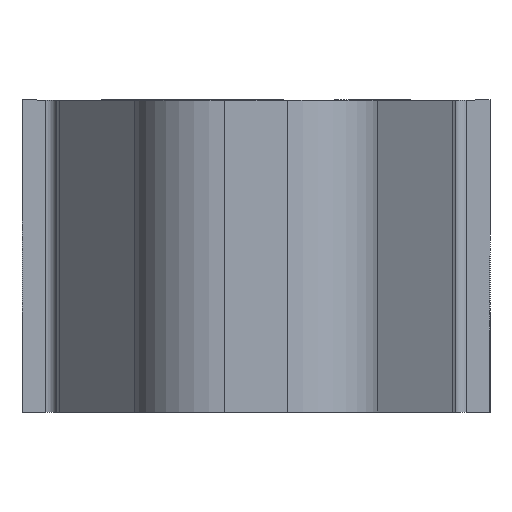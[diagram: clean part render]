
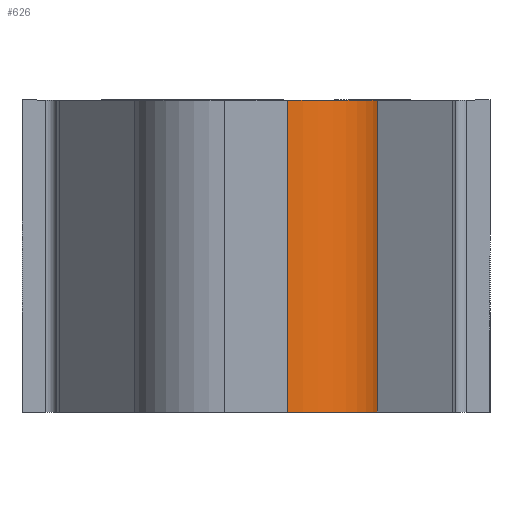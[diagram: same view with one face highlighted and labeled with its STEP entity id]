
A CAD part, left-side view. The second image highlights one B-rep face of the part: STEP entity #626.
In plain terms, the highlighted cylindrical face has radius 5.857 mm (diameter 11.714 mm), a partial arc.
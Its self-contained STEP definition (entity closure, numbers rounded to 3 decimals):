
#13 = AXIS2_PLACEMENT_3D ( 'NONE', #884, #1313, #1324 ) ;
#18 = CARTESIAN_POINT ( 'NONE',  ( 33.54, 10., -2. ) ) ;
#28 = ORIENTED_EDGE ( 'NONE', *, *, #1432, .F. ) ;
#87 = EDGE_LOOP ( 'NONE', ( #28, #1750, #545, #1012 ) ) ;
#104 = VERTEX_POINT ( 'NONE', #1074 ) ;
#177 = CARTESIAN_POINT ( 'NONE',  ( 39.397, -10., -2. ) ) ;
#202 = CARTESIAN_POINT ( 'NONE',  ( 34.555, 10., -7.768 ) ) ;
#210 = VERTEX_POINT ( 'NONE', #725 ) ;
#332 = CIRCLE ( 'NONE', #13, 5.857 ) ;
#352 = VERTEX_POINT ( 'NONE', #177 ) ;
#354 = DIRECTION ( 'NONE',  ( 1., 0., 0. ) ) ;
#422 = DIRECTION ( 'NONE',  ( 1., 0., 0. ) ) ;
#443 = EDGE_CURVE ( 'NONE', #352, #210, #573, .T. ) ;
#444 = CYLINDRICAL_SURFACE ( 'NONE', #1003, 5.857 ) ;
#495 = CARTESIAN_POINT ( 'NONE',  ( 33.54, -10., -2. ) ) ;
#545 = ORIENTED_EDGE ( 'NONE', *, *, #443, .T. ) ;
#573 = CIRCLE ( 'NONE', #1026, 5.857 ) ;
#626 = ADVANCED_FACE ( 'NONE', ( #1116 ), #444, .T. ) ;
#646 = EDGE_CURVE ( 'NONE', #104, #352, #1666, .T. ) ;
#693 = VECTOR ( 'NONE', #764, 1000. ) ;
#725 = CARTESIAN_POINT ( 'NONE',  ( 34.555, -10., -7.768 ) ) ;
#764 = DIRECTION ( 'NONE',  ( 0., 1., 0. ) ) ;
#884 = CARTESIAN_POINT ( 'NONE',  ( 33.54, 10., -2. ) ) ;
#894 = DIRECTION ( 'NONE',  ( 0., 1., 0. ) ) ;
#1003 = AXIS2_PLACEMENT_3D ( 'NONE', #18, #1512, #422 ) ;
#1012 = ORIENTED_EDGE ( 'NONE', *, *, #1749, .T. ) ;
#1026 = AXIS2_PLACEMENT_3D ( 'NONE', #495, #894, #354 ) ;
#1074 = CARTESIAN_POINT ( 'NONE',  ( 39.397, 10., -2. ) ) ;
#1089 = VECTOR ( 'NONE', #1673, 1000. ) ;
#1116 = FACE_OUTER_BOUND ( 'NONE', #87, .T. ) ;
#1313 = DIRECTION ( 'NONE',  ( 0., 1., 0. ) ) ;
#1324 = DIRECTION ( 'NONE',  ( 1., 0., 0. ) ) ;
#1432 = EDGE_CURVE ( 'NONE', #104, #1747, #332, .T. ) ;
#1512 = DIRECTION ( 'NONE',  ( 0., -1., 0. ) ) ;
#1523 = CARTESIAN_POINT ( 'NONE',  ( 39.397, 10., -2. ) ) ;
#1549 = CARTESIAN_POINT ( 'NONE',  ( 34.555, 10., -7.768 ) ) ;
#1559 = LINE ( 'NONE', #1549, #693 ) ;
#1666 = LINE ( 'NONE', #1523, #1089 ) ;
#1673 = DIRECTION ( 'NONE',  ( 0., -1., 0. ) ) ;
#1747 = VERTEX_POINT ( 'NONE', #202 ) ;
#1749 = EDGE_CURVE ( 'NONE', #210, #1747, #1559, .T. ) ;
#1750 = ORIENTED_EDGE ( 'NONE', *, *, #646, .T. ) ;
